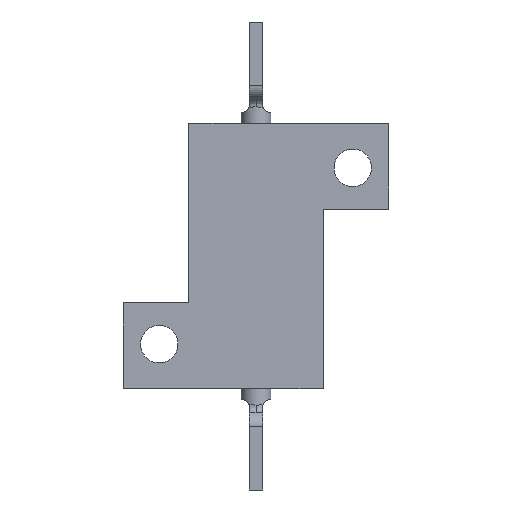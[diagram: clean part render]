
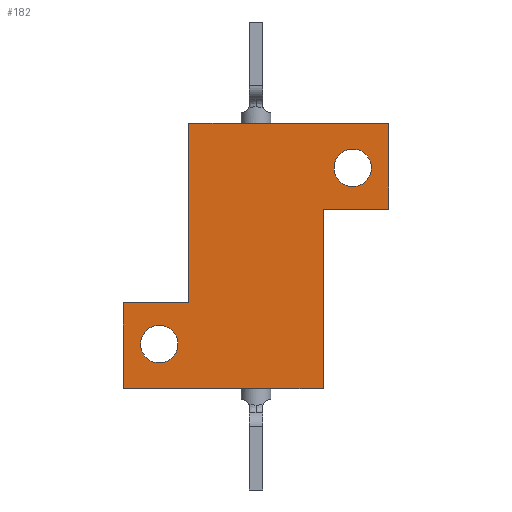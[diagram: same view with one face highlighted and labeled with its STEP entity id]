
A CAD part, front view. The second image highlights one B-rep face of the part: STEP entity #182.
In plain terms, the highlighted planar face has unit normal (0, -1, 0).
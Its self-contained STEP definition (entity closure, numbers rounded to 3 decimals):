
#182 = ADVANCED_FACE( '', ( #306, #307, #308 ), #309, .T. );
#306 = FACE_OUTER_BOUND( '', #783, .T. );
#307 = FACE_BOUND( '', #784, .T. );
#308 = FACE_BOUND( '', #785, .T. );
#309 = PLANE( '', #786 );
#783 = EDGE_LOOP( '', ( #1209, #1210, #1211, #1212, #1213, #1214, #1215, #1216 ) );
#784 = EDGE_LOOP( '', ( #1217 ) );
#785 = EDGE_LOOP( '', ( #1218 ) );
#786 = AXIS2_PLACEMENT_3D( '', #1219, #1220, #1221 );
#1209 = ORIENTED_EDGE( '', *, *, #1434, .F. );
#1210 = ORIENTED_EDGE( '', *, *, #1440, .F. );
#1211 = ORIENTED_EDGE( '', *, *, #1439, .F. );
#1212 = ORIENTED_EDGE( '', *, *, #1375, .T. );
#1213 = ORIENTED_EDGE( '', *, *, #1436, .T. );
#1214 = ORIENTED_EDGE( '', *, *, #1352, .F. );
#1215 = ORIENTED_EDGE( '', *, *, #1462, .F. );
#1216 = ORIENTED_EDGE( '', *, *, #1414, .T. );
#1217 = ORIENTED_EDGE( '', *, *, #1449, .F. );
#1218 = ORIENTED_EDGE( '', *, *, #1467, .F. );
#1219 = CARTESIAN_POINT( '', ( -4.3, 0., -6.5 ) );
#1220 = DIRECTION( '', ( 0., -1., 0. ) );
#1221 = DIRECTION( '', ( 0., 0., -1. ) );
#1352 = EDGE_CURVE( '', #1558, #1560, #1561, .T. );
#1375 = EDGE_CURVE( '', #1602, #1600, #1603, .T. );
#1414 = EDGE_CURVE( '', #1667, #1665, #1668, .T. );
#1434 = EDGE_CURVE( '', #1699, #1665, #1701, .T. );
#1436 = EDGE_CURVE( '', #1600, #1560, #1703, .T. );
#1439 = EDGE_CURVE( '', #1602, #1705, #1707, .T. );
#1440 = EDGE_CURVE( '', #1705, #1699, #1708, .T. );
#1449 = EDGE_CURVE( '', #1720, #1720, #1721, .T. );
#1462 = EDGE_CURVE( '', #1667, #1558, #1739, .T. );
#1467 = EDGE_CURVE( '', #1744, #1744, #1745, .T. );
#1558 = VERTEX_POINT( '', #2018 );
#1560 = VERTEX_POINT( '', #2021 );
#1561 = LINE( '', #2022, #2023 );
#1600 = VERTEX_POINT( '', #2135 );
#1602 = VERTEX_POINT( '', #2138 );
#1603 = LINE( '', #2139, #2140 );
#1665 = VERTEX_POINT( '', #2263 );
#1667 = VERTEX_POINT( '', #2266 );
#1668 = LINE( '', #2267, #2268 );
#1699 = VERTEX_POINT( '', #2315 );
#1701 = LINE( '', #2318, #2319 );
#1703 = LINE( '', #2322, #2323 );
#1705 = VERTEX_POINT( '', #2326 );
#1707 = LINE( '', #2329, #2330 );
#1708 = LINE( '', #2331, #2332 );
#1720 = VERTEX_POINT( '', #2358 );
#1721 = CIRCLE( '', #2359, 1.2 );
#1739 = LINE( '', #2395, #2396 );
#1744 = VERTEX_POINT( '', #2405 );
#1745 = CIRCLE( '', #2406, 1.2 );
#2018 = CARTESIAN_POINT( '', ( -8.5, 0., -18. ) );
#2021 = CARTESIAN_POINT( '', ( -4.3, 0., -18. ) );
#2022 = CARTESIAN_POINT( '', ( -8.5, 0., -18. ) );
#2023 = VECTOR( '', #2463, 1000. );
#2135 = CARTESIAN_POINT( '', ( -4.3, 0., -6.5 ) );
#2138 = CARTESIAN_POINT( '', ( 8.5, 0., -6.5 ) );
#2139 = CARTESIAN_POINT( '', ( 8.5, 0., -6.5 ) );
#2140 = VECTOR( '', #2498, 1000. );
#2263 = CARTESIAN_POINT( '', ( 4.3, 0., -23.5 ) );
#2266 = CARTESIAN_POINT( '', ( -8.5, 0., -23.5 ) );
#2267 = CARTESIAN_POINT( '', ( -8.5, 0., -23.5 ) );
#2268 = VECTOR( '', #2548, 1000. );
#2315 = CARTESIAN_POINT( '', ( 4.3, 0., -12. ) );
#2318 = CARTESIAN_POINT( '', ( 4.3, 0., -12. ) );
#2319 = VECTOR( '', #2579, 1000. );
#2322 = CARTESIAN_POINT( '', ( -4.3, 0., -6.5 ) );
#2323 = VECTOR( '', #2581, 1000. );
#2326 = CARTESIAN_POINT( '', ( 8.5, 0., -12. ) );
#2329 = CARTESIAN_POINT( '', ( 8.5, 0., -6.5 ) );
#2330 = VECTOR( '', #2584, 1000. );
#2331 = CARTESIAN_POINT( '', ( 8.5, 0., -12. ) );
#2332 = VECTOR( '', #2585, 1000. );
#2358 = CARTESIAN_POINT( '', ( 7.4, 0., -9.35 ) );
#2359 = AXIS2_PLACEMENT_3D( '', #2598, #2599, #2600 );
#2395 = CARTESIAN_POINT( '', ( -8.5, 0., -23.5 ) );
#2396 = VECTOR( '', #2614, 1000. );
#2405 = CARTESIAN_POINT( '', ( -7.4, 0., -20.65 ) );
#2406 = AXIS2_PLACEMENT_3D( '', #2619, #2620, #2621 );
#2463 = DIRECTION( '', ( 1., 0., 0. ) );
#2498 = DIRECTION( '', ( -1., 0., 0. ) );
#2548 = DIRECTION( '', ( 1., 0., 0. ) );
#2579 = DIRECTION( '', ( 0., 0., -1. ) );
#2581 = DIRECTION( '', ( 0., 0., -1. ) );
#2584 = DIRECTION( '', ( 0., 0., -1. ) );
#2585 = DIRECTION( '', ( -1., 0., 0. ) );
#2598 = CARTESIAN_POINT( '', ( 6.2, 0., -9.35 ) );
#2599 = DIRECTION( '', ( 0., -1., 0. ) );
#2600 = DIRECTION( '', ( 1., 0., 0. ) );
#2614 = DIRECTION( '', ( 0., 0., 1. ) );
#2619 = CARTESIAN_POINT( '', ( -6.2, 0., -20.65 ) );
#2620 = DIRECTION( '', ( 0., -1., 0. ) );
#2621 = DIRECTION( '', ( -1., 0., 0. ) );
